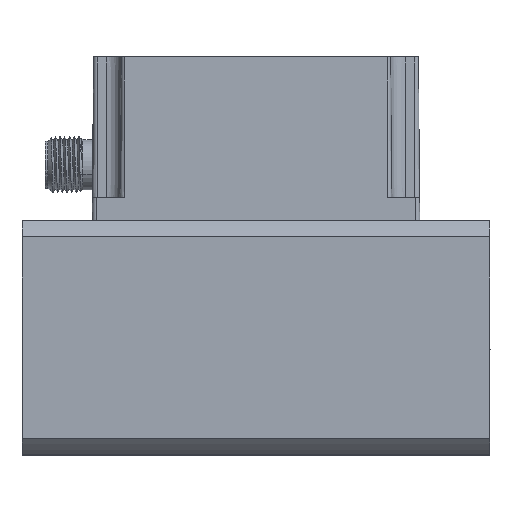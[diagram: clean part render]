
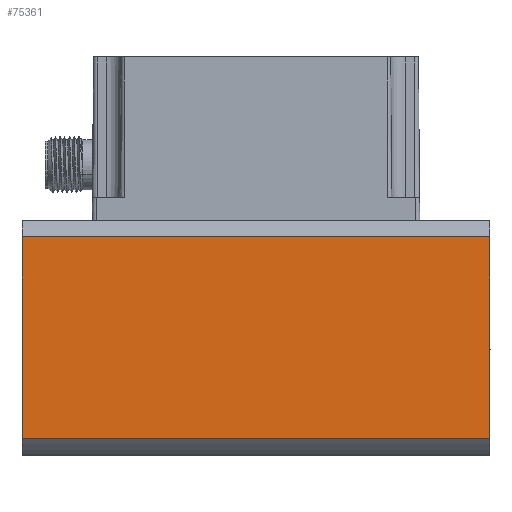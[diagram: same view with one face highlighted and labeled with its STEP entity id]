
A CAD part, top view. The second image highlights one B-rep face of the part: STEP entity #75361.
In plain terms, the highlighted planar face has unit normal (0, 0, 1).
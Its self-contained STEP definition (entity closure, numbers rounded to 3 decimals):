
#2048 = EDGE_CURVE ( 'NONE', #70480, #57358, #72212, .T. ) ;
#2703 = CARTESIAN_POINT ( 'NONE',  ( 0., 21.541, 25. ) ) ;
#5448 = ORIENTED_EDGE ( 'NONE', *, *, #2048, .F. ) ;
#7380 = DIRECTION ( 'NONE',  ( 1., 0., 0. ) ) ;
#7671 = PLANE ( 'NONE',  #52355 ) ;
#9099 = VECTOR ( 'NONE', #42609, 1000. ) ;
#16558 = EDGE_CURVE ( 'NONE', #57358, #67124, #50549, .T. ) ;
#17804 = CARTESIAN_POINT ( 'NONE',  ( 0., 21.541, 25. ) ) ;
#21384 = ORIENTED_EDGE ( 'NONE', *, *, #83576, .F. ) ;
#23047 = CARTESIAN_POINT ( 'NONE',  ( 0., -21.541, 25. ) ) ;
#25111 = VERTEX_POINT ( 'NONE', #23047 ) ;
#27288 = DIRECTION ( 'NONE',  ( 0., 0., 1. ) ) ;
#28393 = VECTOR ( 'NONE', #63428, 1000. ) ;
#28472 = EDGE_CURVE ( 'NONE', #70480, #25111, #40071, .T. ) ;
#32057 = CARTESIAN_POINT ( 'NONE',  ( 100., -21.541, 25. ) ) ;
#38634 = EDGE_LOOP ( 'NONE', ( #21384, #58716, #5448, #45553 ) ) ;
#40071 = LINE ( 'NONE', #2703, #28393 ) ;
#42609 = DIRECTION ( 'NONE',  ( 0., -1., 0. ) ) ;
#44157 = CARTESIAN_POINT ( 'NONE',  ( 0., 21.541, 25. ) ) ;
#45359 = DIRECTION ( 'NONE',  ( 1., 0., 0. ) ) ;
#45553 = ORIENTED_EDGE ( 'NONE', *, *, #28472, .T. ) ;
#45679 = DIRECTION ( 'NONE',  ( -1., 0., 0. ) ) ;
#50549 = LINE ( 'NONE', #82255, #9099 ) ;
#50688 = CARTESIAN_POINT ( 'NONE',  ( 100., 21.541, 25. ) ) ;
#52355 = AXIS2_PLACEMENT_3D ( 'NONE', #67840, #27288, #7380 ) ;
#52859 = FACE_OUTER_BOUND ( 'NONE', #38634, .T. ) ;
#53747 = VECTOR ( 'NONE', #45679, 1000. ) ;
#54137 = CARTESIAN_POINT ( 'NONE',  ( 100., -21.541, 25. ) ) ;
#57358 = VERTEX_POINT ( 'NONE', #50688 ) ;
#58716 = ORIENTED_EDGE ( 'NONE', *, *, #16558, .F. ) ;
#63428 = DIRECTION ( 'NONE',  ( 0., -1., 0. ) ) ;
#67124 = VERTEX_POINT ( 'NONE', #54137 ) ;
#67840 = CARTESIAN_POINT ( 'NONE',  ( 100., 25., 25. ) ) ;
#70480 = VERTEX_POINT ( 'NONE', #44157 ) ;
#72212 = LINE ( 'NONE', #17804, #80753 ) ;
#75361 = ADVANCED_FACE ( 'NONE', ( #52859 ), #7671, .T. ) ;
#75986 = LINE ( 'NONE', #32057, #53747 ) ;
#80753 = VECTOR ( 'NONE', #45359, 1000. ) ;
#82255 = CARTESIAN_POINT ( 'NONE',  ( 100., 21.541, 25. ) ) ;
#83576 = EDGE_CURVE ( 'NONE', #67124, #25111, #75986, .T. ) ;
